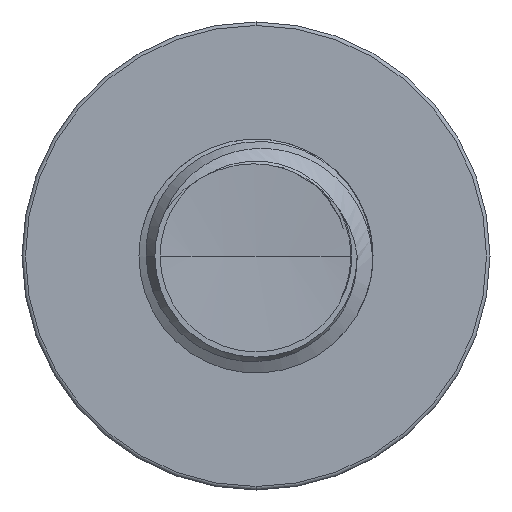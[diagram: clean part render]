
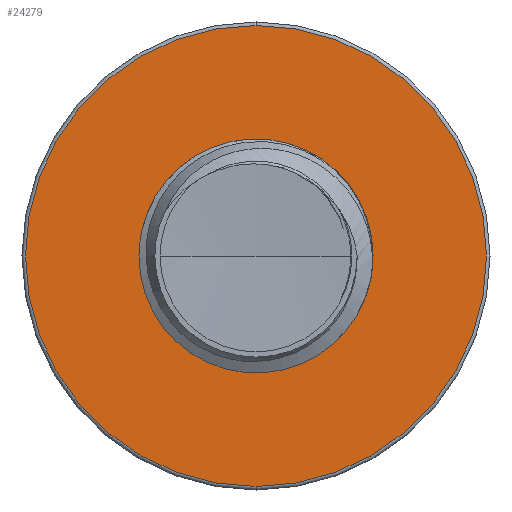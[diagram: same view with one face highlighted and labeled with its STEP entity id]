
A CAD part, front view. The second image highlights one B-rep face of the part: STEP entity #24279.
In plain terms, the highlighted planar face has unit normal (0, -1, 0).
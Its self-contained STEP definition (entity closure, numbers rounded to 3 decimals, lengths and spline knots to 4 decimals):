
#249 = AXIS2_PLACEMENT_3D ( 'NONE', #31687, #15405, #34317 ) ;
#410 = PLANE ( 'NONE',  #32815 ) ;
#1796 = CARTESIAN_POINT ( 'NONE',  ( 0., 12.5, 0. ) ) ;
#3391 = DIRECTION ( 'NONE',  ( 0., -1., 0. ) ) ;
#3961 = EDGE_CURVE ( 'NONE', #15399, #33409, #14519, .T. ) ;
#4105 = CIRCLE ( 'NONE', #249, 1.9709 ) ;
#7752 = CARTESIAN_POINT ( 'NONE',  ( 0., 12.5, -3.94 ) ) ;
#7769 = FACE_BOUND ( 'NONE', #10504, .T. ) ;
#8580 = EDGE_CURVE ( 'NONE', #24084, #30329, #22686, .T. ) ;
#8721 = CARTESIAN_POINT ( 'NONE',  ( 0., 12.5, 1.9709 ) ) ;
#8787 = ORIENTED_EDGE ( 'NONE', *, *, #33346, .T. ) ;
#10504 = EDGE_LOOP ( 'NONE', ( #31341, #19267 ) ) ;
#10563 = DIRECTION ( 'NONE',  ( 0., -1., 0. ) ) ;
#11503 = DIRECTION ( 'NONE',  ( 0., -1., 0. ) ) ;
#14100 = EDGE_LOOP ( 'NONE', ( #8787, #30507 ) ) ;
#14324 = DIRECTION ( 'NONE',  ( 0., 0., -1. ) ) ;
#14360 = DIRECTION ( 'NONE',  ( 0., -1., 0. ) ) ;
#14365 = CARTESIAN_POINT ( 'NONE',  ( 0., 12.5, 0. ) ) ;
#14519 = CIRCLE ( 'NONE', #26957, 3.94 ) ;
#15066 = DIRECTION ( 'NONE',  ( 0., 0., -1. ) ) ;
#15399 = VERTEX_POINT ( 'NONE', #16082 ) ;
#15405 = DIRECTION ( 'NONE',  ( 0., -1., 0. ) ) ;
#15865 = FACE_OUTER_BOUND ( 'NONE', #14100, .T. ) ;
#16082 = CARTESIAN_POINT ( 'NONE',  ( 0., 12.5, 3.94 ) ) ;
#18000 = EDGE_CURVE ( 'NONE', #30329, #24084, #4105, .T. ) ;
#19267 = ORIENTED_EDGE ( 'NONE', *, *, #8580, .F. ) ;
#20178 = CARTESIAN_POINT ( 'NONE',  ( 0., 12.5, -1.9709 ) ) ;
#22686 = CIRCLE ( 'NONE', #24993, 1.9709 ) ;
#24084 = VERTEX_POINT ( 'NONE', #34883 ) ;
#24279 = ADVANCED_FACE ( 'NONE', ( #15865, #7769 ), #410, .T. ) ;
#24993 = AXIS2_PLACEMENT_3D ( 'NONE', #14365, #14360, #14324 ) ;
#26868 = CARTESIAN_POINT ( 'NONE',  ( 0., 12.5, 0. ) ) ;
#26957 = AXIS2_PLACEMENT_3D ( 'NONE', #1796, #3391, #15066 ) ;
#29604 = DIRECTION ( 'NONE',  ( 0., 0., -1. ) ) ;
#30326 = CIRCLE ( 'NONE', #33508, 3.94 ) ;
#30329 = VERTEX_POINT ( 'NONE', #20178 ) ;
#30496 = DIRECTION ( 'NONE',  ( 0., 0., -1. ) ) ;
#30507 = ORIENTED_EDGE ( 'NONE', *, *, #3961, .T. ) ;
#31341 = ORIENTED_EDGE ( 'NONE', *, *, #18000, .F. ) ;
#31687 = CARTESIAN_POINT ( 'NONE',  ( 0., 12.5, 0. ) ) ;
#32815 = AXIS2_PLACEMENT_3D ( 'NONE', #8721, #11503, #30496 ) ;
#33346 = EDGE_CURVE ( 'NONE', #33409, #15399, #30326, .T. ) ;
#33409 = VERTEX_POINT ( 'NONE', #7752 ) ;
#33508 = AXIS2_PLACEMENT_3D ( 'NONE', #26868, #10563, #29604 ) ;
#34317 = DIRECTION ( 'NONE',  ( 0., 0., -1. ) ) ;
#34883 = CARTESIAN_POINT ( 'NONE',  ( 0., 12.5, 1.9709 ) ) ;
